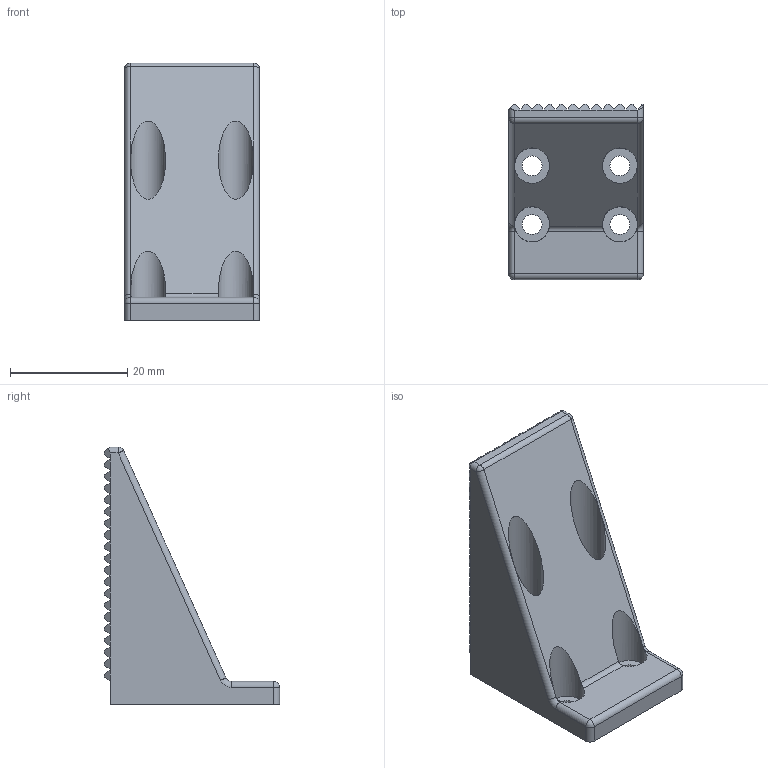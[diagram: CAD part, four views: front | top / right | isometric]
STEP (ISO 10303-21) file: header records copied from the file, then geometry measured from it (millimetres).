
FILE_DESCRIPTION(/* description */ (''),/* implementation_level */ '2;1');
FILE_NAME(/* name */ 'finger_1of2.step',/* time_stamp */ '2026-02-16T15:37:21-08:00',/* author */ (''),/* organization */ (''),/* preprocessor_version */ 'ST-DEVELOPER v20.1',/* originating_system */ 'Autodesk Translation Framework v14.24.0.0',/* authorisation */ '');
FILE_SCHEMA (('AUTOMOTIVE_DESIGN { 1 0 10303 214 3 1 1 }'));
Length unit declared in the file: millimetre
Products named in the file (4): Manuel 1.0; V4 robot arm; Gripper (3); Finger
Assembly tree (3 placements, depth 4):
  Manuel 1.0
    V4 robot arm
      Gripper (3)
        Finger
Bounding box: 23 x 29.9 x 44 mm (x, y, z)
Volume: 11330.7 mm3; surface area: 5726.8 mm2
Topology: 1 solids, 1 shells, 1221 faces, 2516 edges, 1293 vertices
Faces by surface type: plane 1194, cylinder 21, sphere 4, torus 2
Full cylindrical faces by diameter (mm): 3.4 x4, 6 x4
Entity records: 30096 total; most frequent: CARTESIAN_POINT 5053, ORIENTED_EDGE 5016, DIRECTION 5010, EDGE_CURVE 2508, LINE 2454, VECTOR 2454, VERTEX_POINT 1289, AXIS2_PLACEMENT_3D 1278
